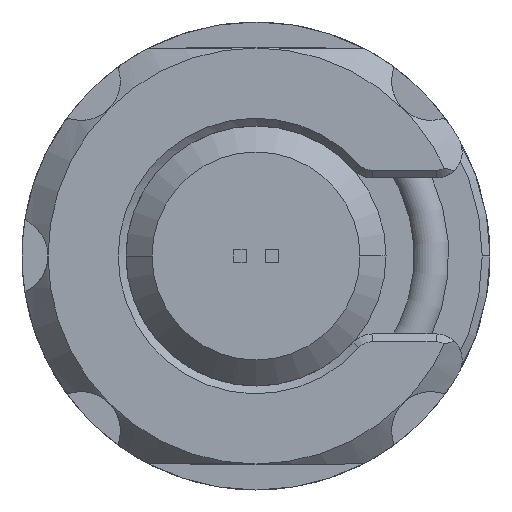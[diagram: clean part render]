
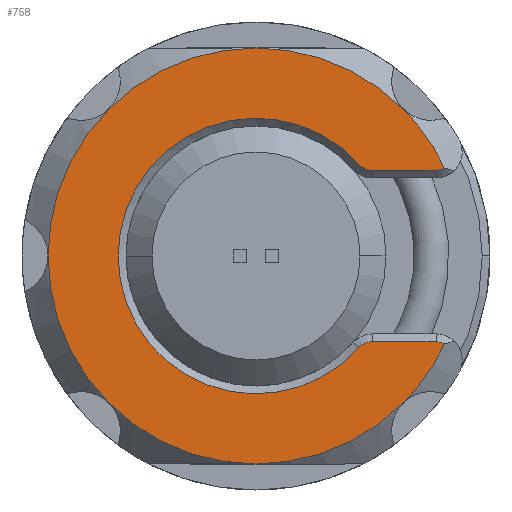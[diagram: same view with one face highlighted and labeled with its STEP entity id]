
A CAD part, front view. The second image highlights one B-rep face of the part: STEP entity #758.
In plain terms, the highlighted planar face has unit normal (0, -1, 0).
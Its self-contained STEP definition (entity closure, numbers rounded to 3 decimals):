
#15 = EDGE_CURVE ( 'NONE', #4877, #5472, #1303, .T. ) ;
#133 = AXIS2_PLACEMENT_3D ( 'NONE', #864, #3399, #1461 ) ;
#163 = AXIS2_PLACEMENT_3D ( 'NONE', #3779, #4904, #7313 ) ;
#182 = AXIS2_PLACEMENT_3D ( 'NONE', #523, #1680, #2429 ) ;
#241 = DIRECTION ( 'NONE',  ( -1., 0., 0. ) ) ;
#243 = CARTESIAN_POINT ( 'NONE',  ( 4.472, -10.652, -3.3 ) ) ;
#267 = CIRCLE ( 'NONE', #6092, 8. ) ;
#330 = ORIENTED_EDGE ( 'NONE', *, *, #5145, .T. ) ;
#345 = VERTEX_POINT ( 'NONE', #7555 ) ;
#426 = EDGE_LOOP ( 'NONE', ( #6355, #7509, #3090, #659, #868, #6673, #828, #3665, #7681, #3640, #6730, #2467, #4293, #5405, #330 ) ) ;
#433 = VERTEX_POINT ( 'NONE', #6483 ) ;
#488 = CARTESIAN_POINT ( 'NONE',  ( 6.928, -10.652, -3.3 ) ) ;
#523 = CARTESIAN_POINT ( 'NONE',  ( 6.928, -10.652, 4. ) ) ;
#560 = DIRECTION ( 'NONE',  ( 1., 0., 0. ) ) ;
#659 = ORIENTED_EDGE ( 'NONE', *, *, #3404, .T. ) ;
#679 = EDGE_CURVE ( 'NONE', #2056, #5711, #1435, .T. ) ;
#758 = ADVANCED_FACE ( 'NONE', ( #1633 ), #1077, .T. ) ;
#798 = VECTOR ( 'NONE', #840, 1000. ) ;
#808 = AXIS2_PLACEMENT_3D ( 'NONE', #6364, #921, #560 ) ;
#813 = CARTESIAN_POINT ( 'NONE',  ( 7.251, -10.652, -3.379 ) ) ;
#828 = ORIENTED_EDGE ( 'NONE', *, *, #5109, .T. ) ;
#830 = DIRECTION ( 'NONE',  ( 0., -1., 0. ) ) ;
#840 = DIRECTION ( 'NONE',  ( 1., 0., 0. ) ) ;
#864 = CARTESIAN_POINT ( 'NONE',  ( 0., -10.652, 0. ) ) ;
#868 = ORIENTED_EDGE ( 'NONE', *, *, #2414, .T. ) ;
#879 = EDGE_CURVE ( 'NONE', #345, #3602, #5050, .T. ) ;
#921 = DIRECTION ( 'NONE',  ( 0., -1., 0. ) ) ;
#944 = VERTEX_POINT ( 'NONE', #5094 ) ;
#955 = DIRECTION ( 'NONE',  ( 0., -1., 0. ) ) ;
#1032 = CARTESIAN_POINT ( 'NONE',  ( 0., -10.652, 0. ) ) ;
#1033 = CARTESIAN_POINT ( 'NONE',  ( 0., -10.652, 0. ) ) ;
#1074 = CARTESIAN_POINT ( 'NONE',  ( 4.472, -10.652, 3.3 ) ) ;
#1077 = PLANE ( 'NONE',  #5496 ) ;
#1105 = VERTEX_POINT ( 'NONE', #488 ) ;
#1152 = CARTESIAN_POINT ( 'NONE',  ( 0., -10.652, -8. ) ) ;
#1265 = DIRECTION ( 'NONE',  ( 0.707, 0., -0.707 ) ) ;
#1303 = CIRCLE ( 'NONE', #2059, 8. ) ;
#1363 = VERTEX_POINT ( 'NONE', #5837 ) ;
#1435 = LINE ( 'NONE', #5766, #798 ) ;
#1461 = DIRECTION ( 'NONE',  ( 1., 0., 0. ) ) ;
#1471 = DIRECTION ( 'NONE',  ( 0., -1., 0. ) ) ;
#1480 = DIRECTION ( 'NONE',  ( 0., -1., 0. ) ) ;
#1633 = FACE_OUTER_BOUND ( 'NONE', #426, .T. ) ;
#1674 = DIRECTION ( 'NONE',  ( 0.707, 0., -0.707 ) ) ;
#1680 = DIRECTION ( 'NONE',  ( 0., -1., 0. ) ) ;
#2047 = VERTEX_POINT ( 'NONE', #2227 ) ;
#2056 = VERTEX_POINT ( 'NONE', #1074 ) ;
#2059 = AXIS2_PLACEMENT_3D ( 'NONE', #1032, #6544, #7784 ) ;
#2227 = CARTESIAN_POINT ( 'NONE',  ( 3.95, -10.652, 3.533 ) ) ;
#2331 = VERTEX_POINT ( 'NONE', #2901 ) ;
#2414 = EDGE_CURVE ( 'NONE', #944, #433, #4377, .T. ) ;
#2429 = DIRECTION ( 'NONE',  ( 1., 0., 0. ) ) ;
#2467 = ORIENTED_EDGE ( 'NONE', *, *, #5390, .T. ) ;
#2484 = DIRECTION ( 'NONE',  ( 0., -1., 0. ) ) ;
#2901 = CARTESIAN_POINT ( 'NONE',  ( 5.657, -10.652, 5.657 ) ) ;
#3090 = ORIENTED_EDGE ( 'NONE', *, *, #6465, .T. ) ;
#3154 = CIRCLE ( 'NONE', #7596, 8. ) ;
#3399 = DIRECTION ( 'NONE',  ( 0., 1., 0. ) ) ;
#3404 = EDGE_CURVE ( 'NONE', #2331, #944, #3154, .T. ) ;
#3408 = CARTESIAN_POINT ( 'NONE',  ( 0., -10.652, 0. ) ) ;
#3427 = VERTEX_POINT ( 'NONE', #3548 ) ;
#3448 = DIRECTION ( 'NONE',  ( 0., -1., 0. ) ) ;
#3532 = CIRCLE ( 'NONE', #5061, 8. ) ;
#3548 = CARTESIAN_POINT ( 'NONE',  ( 7.251, -10.652, 3.379 ) ) ;
#3570 = CIRCLE ( 'NONE', #163, 0.7 ) ;
#3602 = VERTEX_POINT ( 'NONE', #813 ) ;
#3640 = ORIENTED_EDGE ( 'NONE', *, *, #879, .T. ) ;
#3665 = ORIENTED_EDGE ( 'NONE', *, *, #15, .T. ) ;
#3779 = CARTESIAN_POINT ( 'NONE',  ( 4.472, -10.652, -4. ) ) ;
#3787 = CARTESIAN_POINT ( 'NONE',  ( 0., -10.652, 0. ) ) ;
#4147 = AXIS2_PLACEMENT_3D ( 'NONE', #6182, #830, #4920 ) ;
#4167 = CIRCLE ( 'NONE', #133, 5.3 ) ;
#4184 = VERTEX_POINT ( 'NONE', #7220 ) ;
#4293 = ORIENTED_EDGE ( 'NONE', *, *, #7825, .T. ) ;
#4377 = CIRCLE ( 'NONE', #4147, 8. ) ;
#4469 = VECTOR ( 'NONE', #241, 1000. ) ;
#4631 = LINE ( 'NONE', #5677, #4469 ) ;
#4636 = DIRECTION ( 'NONE',  ( 0.707, 0., -0.707 ) ) ;
#4676 = CARTESIAN_POINT ( 'NONE',  ( 0., -10.652, 0. ) ) ;
#4811 = AXIS2_PLACEMENT_3D ( 'NONE', #3408, #1471, #5841 ) ;
#4816 = CARTESIAN_POINT ( 'NONE',  ( -5.657, -10.652, -5.657 ) ) ;
#4821 = CARTESIAN_POINT ( 'NONE',  ( 0., -10.652, 0. ) ) ;
#4860 = CIRCLE ( 'NONE', #808, 0.7 ) ;
#4877 = VERTEX_POINT ( 'NONE', #4816 ) ;
#4904 = DIRECTION ( 'NONE',  ( 0., -1., 0. ) ) ;
#4920 = DIRECTION ( 'NONE',  ( 0.707, 0., -0.707 ) ) ;
#5050 = CIRCLE ( 'NONE', #5692, 8. ) ;
#5061 = AXIS2_PLACEMENT_3D ( 'NONE', #6864, #2484, #5421 ) ;
#5067 = CIRCLE ( 'NONE', #5967, 0.7 ) ;
#5094 = CARTESIAN_POINT ( 'NONE',  ( 0., -10.652, 8. ) ) ;
#5109 = EDGE_CURVE ( 'NONE', #4184, #4877, #5375, .T. ) ;
#5145 = EDGE_CURVE ( 'NONE', #2047, #2056, #4860, .T. ) ;
#5147 = EDGE_CURVE ( 'NONE', #5711, #3427, #7779, .T. ) ;
#5161 = CARTESIAN_POINT ( 'NONE',  ( 6.928, -10.652, -4. ) ) ;
#5253 = DIRECTION ( 'NONE',  ( 0.707, 0., -0.707 ) ) ;
#5375 = CIRCLE ( 'NONE', #6012, 8. ) ;
#5390 = EDGE_CURVE ( 'NONE', #1105, #6149, #4631, .T. ) ;
#5405 = ORIENTED_EDGE ( 'NONE', *, *, #5740, .T. ) ;
#5421 = DIRECTION ( 'NONE',  ( 0.707, 0., -0.707 ) ) ;
#5472 = VERTEX_POINT ( 'NONE', #1152 ) ;
#5496 = AXIS2_PLACEMENT_3D ( 'NONE', #1033, #3448, #4636 ) ;
#5677 = CARTESIAN_POINT ( 'NONE',  ( 4.472, -10.652, -3.3 ) ) ;
#5692 = AXIS2_PLACEMENT_3D ( 'NONE', #4676, #7100, #1674 ) ;
#5711 = VERTEX_POINT ( 'NONE', #6385 ) ;
#5740 = EDGE_CURVE ( 'NONE', #1363, #2047, #4167, .T. ) ;
#5766 = CARTESIAN_POINT ( 'NONE',  ( 6.928, -10.652, 3.3 ) ) ;
#5837 = CARTESIAN_POINT ( 'NONE',  ( 3.95, -10.652, -3.533 ) ) ;
#5841 = DIRECTION ( 'NONE',  ( 0.707, 0., -0.707 ) ) ;
#5967 = AXIS2_PLACEMENT_3D ( 'NONE', #5161, #955, #6907 ) ;
#6012 = AXIS2_PLACEMENT_3D ( 'NONE', #6917, #1480, #5253 ) ;
#6071 = EDGE_CURVE ( 'NONE', #3602, #1105, #5067, .T. ) ;
#6092 = AXIS2_PLACEMENT_3D ( 'NONE', #3787, #6697, #1265 ) ;
#6113 = EDGE_CURVE ( 'NONE', #5472, #345, #6584, .T. ) ;
#6149 = VERTEX_POINT ( 'NONE', #243 ) ;
#6182 = CARTESIAN_POINT ( 'NONE',  ( 0., -10.652, 0. ) ) ;
#6355 = ORIENTED_EDGE ( 'NONE', *, *, #679, .T. ) ;
#6364 = CARTESIAN_POINT ( 'NONE',  ( 4.472, -10.652, 4. ) ) ;
#6385 = CARTESIAN_POINT ( 'NONE',  ( 6.928, -10.652, 3.3 ) ) ;
#6465 = EDGE_CURVE ( 'NONE', #3427, #2331, #267, .T. ) ;
#6483 = CARTESIAN_POINT ( 'NONE',  ( -5.657, -10.652, 5.657 ) ) ;
#6544 = DIRECTION ( 'NONE',  ( 0., -1., 0. ) ) ;
#6567 = DIRECTION ( 'NONE',  ( 0.707, 0., -0.707 ) ) ;
#6584 = CIRCLE ( 'NONE', #4811, 8. ) ;
#6673 = ORIENTED_EDGE ( 'NONE', *, *, #7053, .T. ) ;
#6697 = DIRECTION ( 'NONE',  ( 0., -1., 0. ) ) ;
#6730 = ORIENTED_EDGE ( 'NONE', *, *, #6071, .T. ) ;
#6864 = CARTESIAN_POINT ( 'NONE',  ( 0., -10.652, 0. ) ) ;
#6907 = DIRECTION ( 'NONE',  ( 1., 0., 0. ) ) ;
#6917 = CARTESIAN_POINT ( 'NONE',  ( 0., -10.652, 0. ) ) ;
#7053 = EDGE_CURVE ( 'NONE', #433, #4184, #3532, .T. ) ;
#7100 = DIRECTION ( 'NONE',  ( 0., -1., 0. ) ) ;
#7220 = CARTESIAN_POINT ( 'NONE',  ( -8., -10.652, 0. ) ) ;
#7236 = DIRECTION ( 'NONE',  ( 0., -1., 0. ) ) ;
#7313 = DIRECTION ( 'NONE',  ( 1., 0., 0. ) ) ;
#7509 = ORIENTED_EDGE ( 'NONE', *, *, #5147, .T. ) ;
#7555 = CARTESIAN_POINT ( 'NONE',  ( 5.657, -10.652, -5.657 ) ) ;
#7596 = AXIS2_PLACEMENT_3D ( 'NONE', #4821, #7236, #6567 ) ;
#7681 = ORIENTED_EDGE ( 'NONE', *, *, #6113, .T. ) ;
#7779 = CIRCLE ( 'NONE', #182, 0.7 ) ;
#7784 = DIRECTION ( 'NONE',  ( 0.707, 0., -0.707 ) ) ;
#7825 = EDGE_CURVE ( 'NONE', #6149, #1363, #3570, .T. ) ;
